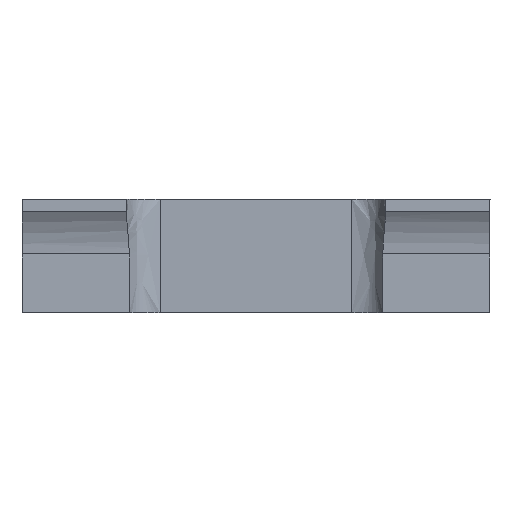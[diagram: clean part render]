
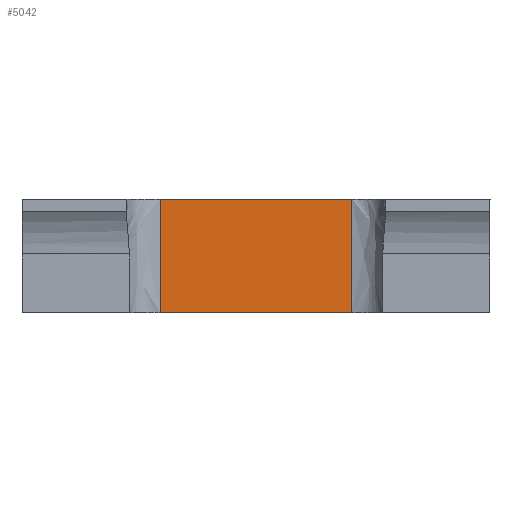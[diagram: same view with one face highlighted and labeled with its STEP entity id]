
A CAD part, front view. The second image highlights one B-rep face of the part: STEP entity #5042.
In plain terms, the highlighted free-form (B-spline) face has degree [1, 1] with [2, 2] control points.
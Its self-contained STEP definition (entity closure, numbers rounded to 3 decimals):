
#880 = CARTESIAN_POINT ( 'NONE',  ( -490.665, 1449.451, 1932.908 ) ) ;
#1265 = CARTESIAN_POINT ( 'NONE',  ( -490.665, 1449.451, 1349.912 ) ) ;
#1572 = CARTESIAN_POINT ( 'NONE',  ( -163.555, 1449.451, 1932.908 ) ) ;
#1834 = CARTESIAN_POINT ( 'NONE',  ( -490.665, 1449.451, 1932.908 ) ) ;
#2140 = ORIENTED_EDGE ( 'NONE', *, *, #7599, .T. ) ;
#2489 = EDGE_CURVE ( 'NONE', #6992, #5694, #6972, .T. ) ;
#2537 = CARTESIAN_POINT ( 'NONE',  ( 490.665, 1449.451, 1349.912 ) ) ;
#2681 = CARTESIAN_POINT ( 'NONE',  ( -490.665, 1449.451, 1932.908 ) ) ;
#3037 = CARTESIAN_POINT ( 'NONE',  ( 490.665, 1449.451, 1349.912 ) ) ;
#3354 = CARTESIAN_POINT ( 'NONE',  ( 490.665, 1449.451, 1932.908 ) ) ;
#3614 = CARTESIAN_POINT ( 'NONE',  ( -490.665, 1449.451, 1349.912 ) ) ;
#3740 = CARTESIAN_POINT ( 'NONE',  ( -490.665, 1449.451, 1349.912 ) ) ;
#3993 = ORIENTED_EDGE ( 'NONE', *, *, #7423, .F. ) ;
#4264 = VERTEX_POINT ( 'NONE', #1265 ) ;
#4309 = EDGE_LOOP ( 'NONE', ( #3993, #4837, #2140, #6549 ) ) ;
#4467 = B_SPLINE_CURVE_WITH_KNOTS ( 'NONE', 1,
 ( #3740, #3037 ),
 .UNSPECIFIED., .F., .F.,
 ( 2, 2 ),
 ( 0., 1. ),
 .UNSPECIFIED. ) ;
#4833 = CARTESIAN_POINT ( 'NONE',  ( 490.665, 1449.451, 1932.908 ) ) ;
#4837 = ORIENTED_EDGE ( 'NONE', *, *, #7408, .F. ) ;
#5042 = ADVANCED_FACE ( 'NONE', ( #8158 ), #5778, .F. ) ;
#5366 = CARTESIAN_POINT ( 'NONE',  ( 163.555, 1449.451, 1932.908 ) ) ;
#5498 = CARTESIAN_POINT ( 'NONE',  ( -490.665, 1449.451, 1346.414 ) ) ;
#5694 = VERTEX_POINT ( 'NONE', #2537 ) ;
#5778 = B_SPLINE_SURFACE_WITH_KNOTS ( 'NONE', 1, 1, ( 
 ( #5498, #8992 ),
 ( #2681, #8294 ) ),
 .UNSPECIFIED., .F., .F., .F.,
 ( 2, 2 ),
 ( 2, 2 ),
 ( 0., 1. ),
 ( 0., 1. ),
 .UNSPECIFIED. ) ;
#6457 = CARTESIAN_POINT ( 'NONE',  ( -490.665, 1449.451, 1932.908 ) ) ;
#6549 = ORIENTED_EDGE ( 'NONE', *, *, #2489, .F. ) ;
#6972 = B_SPLINE_CURVE_WITH_KNOTS ( 'NONE', 1,
 ( #3354, #8835 ),
 .UNSPECIFIED., .F., .F.,
 ( 2, 2 ),
 ( -1., 0. ),
 .UNSPECIFIED. ) ;
#6992 = VERTEX_POINT ( 'NONE', #4833 ) ;
#7408 = EDGE_CURVE ( 'NONE', #4264, #8850, #8320, .T. ) ;
#7423 = EDGE_CURVE ( 'NONE', #8850, #6992, #8527, .T. ) ;
#7599 = EDGE_CURVE ( 'NONE', #4264, #5694, #4467, .T. ) ;
#8064 = CARTESIAN_POINT ( 'NONE',  ( 490.665, 1449.451, 1932.908 ) ) ;
#8158 = FACE_OUTER_BOUND ( 'NONE', #4309, .T. ) ;
#8294 = CARTESIAN_POINT ( 'NONE',  ( 490.665, 1449.451, 1932.908 ) ) ;
#8320 = B_SPLINE_CURVE_WITH_KNOTS ( 'NONE', 1,
 ( #3614, #6457 ),
 .UNSPECIFIED., .F., .F.,
 ( 2, 2 ),
 ( -1., 0. ),
 .UNSPECIFIED. ) ;
#8527 = B_SPLINE_CURVE_WITH_KNOTS ( 'NONE', 3,
 ( #880, #1572, #5366, #8064 ),
 .UNSPECIFIED., .F., .F.,
 ( 4, 4 ),
 ( 0., 1. ),
 .UNSPECIFIED. ) ;
#8835 = CARTESIAN_POINT ( 'NONE',  ( 490.665, 1449.451, 1349.912 ) ) ;
#8850 = VERTEX_POINT ( 'NONE', #1834 ) ;
#8992 = CARTESIAN_POINT ( 'NONE',  ( 490.665, 1449.451, 1346.414 ) ) ;
